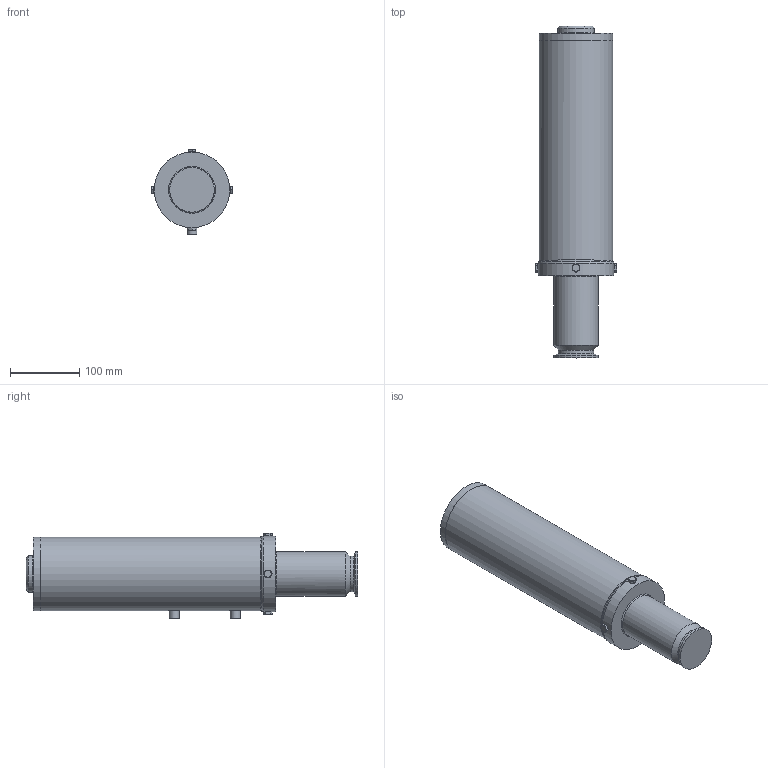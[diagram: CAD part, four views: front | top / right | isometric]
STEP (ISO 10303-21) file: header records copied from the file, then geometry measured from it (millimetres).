
FILE_DESCRIPTION(/* description */ (''),/* implementation_level */ '2;1');
FILE_NAME(/* name */ 'W71 W73 SL-1.5 .STEP',/* time_stamp */ '2021-04-28T15:21:21-05:00',/* author */ ('FA67NH'),/* organization */ (''),/* preprocessor_version */ 'ST-DEVELOPER v18.1',/* originating_system */ 'Autodesk Inventor 2020',/* authorisation */ '');
FILE_SCHEMA (('AUTOMOTIVE_DESIGN { 1 0 10303 214 3 1 1 }'));
Length unit declared in the file: inch
Products named in the file (1): W71 W73 SL-1.5
Bounding box: 117.55 x 477.93 x 123.66 mm (x, y, z)
Volume: 3479422.8 mm3; surface area: 162762.5 mm2
Topology: 1 solids, 1 shells, 87 faces, 221 edges, 148 vertices
Faces by surface type: plane 53, cylinder 23, cone 7, torus 4
Full cylindrical faces by diameter (mm): 10.338 x4, 14.224 x2, 17.462 x2, 51.054 x1, 52.883 x1, 64.033 x1, 64.16 x1, 105.715 x1, 105.816 x1, 108.864 x1
Entity records: 2866 total; most frequent: CARTESIAN_POINT 723, DIRECTION 449, ORIENTED_EDGE 442, EDGE_CURVE 221, AXIS2_PLACEMENT_3D 182, VERTEX_POINT 148, EDGE_LOOP 101, CIRCLE 94
